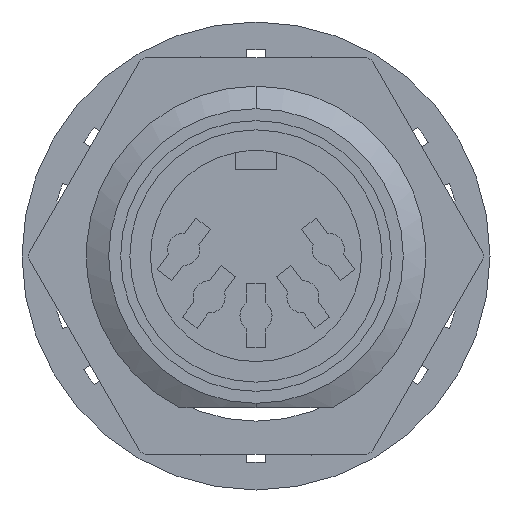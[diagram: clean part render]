
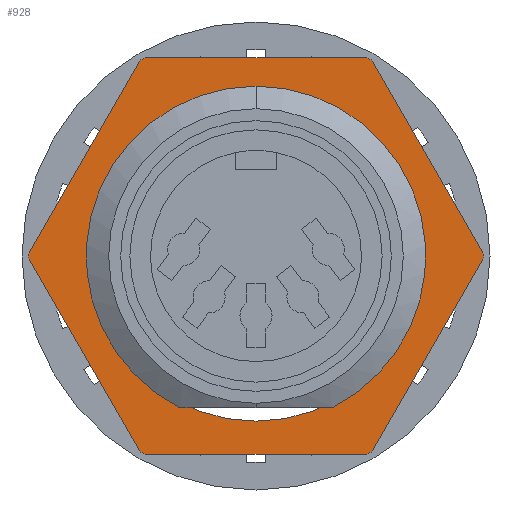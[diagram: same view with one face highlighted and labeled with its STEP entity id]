
A CAD part, front view. The second image highlights one B-rep face of the part: STEP entity #928.
In plain terms, the highlighted planar face has unit normal (0, -1, 0).
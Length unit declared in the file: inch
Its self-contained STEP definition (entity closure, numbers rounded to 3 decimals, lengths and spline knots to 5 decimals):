
#53 = CARTESIAN_POINT ( 'NONE',  ( -0.23787, 0., -0.432 ) ) ;
#115 = CARTESIAN_POINT ( 'NONE',  ( 0., 0., 0.36 ) ) ;
#238 = EDGE_CURVE ( 'NONE', #8582, #10569, #1564, .T. ) ;
#429 = VECTOR ( 'NONE', #4429, 39.37008 ) ;
#601 = DIRECTION ( 'NONE',  ( 0., 0., 1. ) ) ;
#869 = VECTOR ( 'NONE', #3017, 39.37008 ) ;
#928 = ADVANCED_FACE ( 'NONE', ( #7858, #1240 ), #5310, .F. ) ;
#1006 = CARTESIAN_POINT ( 'NONE',  ( 0.47574, 0., 0. ) ) ;
#1019 = DIRECTION ( 'NONE',  ( 0., 1., 0. ) ) ;
#1036 = CARTESIAN_POINT ( 'NONE',  ( -0.23787, 0., 0.412 ) ) ;
#1087 = EDGE_LOOP ( 'NONE', ( #5023, #10986, #8182, #5123, #6070, #1134, #10622, #3564, #9569, #4766, #4803, #6314 ) ) ;
#1134 = ORIENTED_EDGE ( 'NONE', *, *, #6383, .T. ) ;
#1228 = EDGE_CURVE ( 'NONE', #9030, #10503, #3012, .T. ) ;
#1240 = FACE_OUTER_BOUND ( 'NONE', #1087, .T. ) ;
#1250 = VERTEX_POINT ( 'NONE', #115 ) ;
#1414 = EDGE_CURVE ( 'NONE', #1781, #4140, #3263, .T. ) ;
#1476 = ORIENTED_EDGE ( 'NONE', *, *, #3257, .T. ) ;
#1564 = LINE ( 'NONE', #5732, #3637 ) ;
#1714 = EDGE_CURVE ( 'NONE', #9863, #1781, #9482, .T. ) ;
#1781 = VERTEX_POINT ( 'NONE', #10478 ) ;
#1808 = AXIS2_PLACEMENT_3D ( 'NONE', #9010, #3873, #9845 ) ;
#1843 = CARTESIAN_POINT ( 'NONE',  ( -0.24942, 0., -0.432 ) ) ;
#1873 = DIRECTION ( 'NONE',  ( 0., 0., 1. ) ) ;
#1912 = DIRECTION ( 'NONE',  ( 0., 0., 1. ) ) ;
#1934 = DIRECTION ( 'NONE',  ( 0., -1., 0. ) ) ;
#2006 = CIRCLE ( 'NONE', #1808, 0.02 ) ;
#2093 = AXIS2_PLACEMENT_3D ( 'NONE', #3297, #9260, #4141 ) ;
#2458 = CARTESIAN_POINT ( 'NONE',  ( 0.49883, 0., 0. ) ) ;
#2870 = DIRECTION ( 'NONE',  ( 0., 1., 0. ) ) ;
#3012 = LINE ( 'NONE', #3557, #429 ) ;
#3017 = DIRECTION ( 'NONE',  ( 0.5, 0., 0.866 ) ) ;
#3257 = EDGE_CURVE ( 'NONE', #1250, #7215, #9872, .T. ) ;
#3263 = LINE ( 'NONE', #2458, #3539 ) ;
#3274 = ORIENTED_EDGE ( 'NONE', *, *, #5077, .T. ) ;
#3297 = CARTESIAN_POINT ( 'NONE',  ( 0., 0., 0. ) ) ;
#3477 = EDGE_CURVE ( 'NONE', #6559, #10131, #10180, .T. ) ;
#3539 = VECTOR ( 'NONE', #8471, 39.37008 ) ;
#3557 = CARTESIAN_POINT ( 'NONE',  ( 0.24942, 0., 0.432 ) ) ;
#3564 = ORIENTED_EDGE ( 'NONE', *, *, #5225, .T. ) ;
#3637 = VECTOR ( 'NONE', #4859, 39.37008 ) ;
#3873 = DIRECTION ( 'NONE',  ( 0., -1., 0. ) ) ;
#4140 = VERTEX_POINT ( 'NONE', #4567 ) ;
#4141 = DIRECTION ( 'NONE',  ( 0., 0., 1. ) ) ;
#4156 = DIRECTION ( 'NONE',  ( 0., -1., 0. ) ) ;
#4170 = AXIS2_PLACEMENT_3D ( 'NONE', #1036, #7078, #1912 ) ;
#4198 = CARTESIAN_POINT ( 'NONE',  ( 0.49306, 0., -0.01 ) ) ;
#4372 = CARTESIAN_POINT ( 'NONE',  ( -0.49306, 0., 0.01 ) ) ;
#4373 = CARTESIAN_POINT ( 'NONE',  ( -0.25519, 0., -0.422 ) ) ;
#4385 = AXIS2_PLACEMENT_3D ( 'NONE', #7994, #2870, #8856 ) ;
#4429 = DIRECTION ( 'NONE',  ( -1., 0., 0. ) ) ;
#4567 = CARTESIAN_POINT ( 'NONE',  ( 0.25519, 0., 0.422 ) ) ;
#4598 = CARTESIAN_POINT ( 'NONE',  ( -0.49883, 0., 0. ) ) ;
#4740 = AXIS2_PLACEMENT_3D ( 'NONE', #10832, #5771, #601 ) ;
#4766 = ORIENTED_EDGE ( 'NONE', *, *, #3477, .T. ) ;
#4803 = ORIENTED_EDGE ( 'NONE', *, *, #5723, .T. ) ;
#4859 = DIRECTION ( 'NONE',  ( -0.5, 0., 0.866 ) ) ;
#5023 = ORIENTED_EDGE ( 'NONE', *, *, #1414, .T. ) ;
#5069 = CARTESIAN_POINT ( 'NONE',  ( -0.24942, 0., -0.432 ) ) ;
#5077 = EDGE_CURVE ( 'NONE', #7215, #1250, #8674, .T. ) ;
#5123 = ORIENTED_EDGE ( 'NONE', *, *, #8644, .T. ) ;
#5225 = EDGE_CURVE ( 'NONE', #8582, #6528, #10246, .T. ) ;
#5310 = PLANE ( 'NONE',  #6634 ) ;
#5723 = EDGE_CURVE ( 'NONE', #10131, #9863, #9452, .T. ) ;
#5732 = CARTESIAN_POINT ( 'NONE',  ( -0.24942, 0., -0.432 ) ) ;
#5771 = DIRECTION ( 'NONE',  ( 0., -1., 0. ) ) ;
#5919 = CARTESIAN_POINT ( 'NONE',  ( -0.23787, 0., 0.432 ) ) ;
#6010 = CARTESIAN_POINT ( 'NONE',  ( -0.49306, 0., -0.01 ) ) ;
#6070 = ORIENTED_EDGE ( 'NONE', *, *, #8734, .F. ) ;
#6152 = VECTOR ( 'NONE', #7607, 39.37008 ) ;
#6157 = AXIS2_PLACEMENT_3D ( 'NONE', #1006, #7043, #1873 ) ;
#6314 = ORIENTED_EDGE ( 'NONE', *, *, #1714, .T. ) ;
#6366 = EDGE_LOOP ( 'NONE', ( #1476, #3274 ) ) ;
#6383 = EDGE_CURVE ( 'NONE', #6516, #10569, #9007, .T. ) ;
#6443 = CARTESIAN_POINT ( 'NONE',  ( 0.24942, 0., -0.432 ) ) ;
#6516 = VERTEX_POINT ( 'NONE', #4372 ) ;
#6528 = VERTEX_POINT ( 'NONE', #53 ) ;
#6559 = VERTEX_POINT ( 'NONE', #10469 ) ;
#6634 = AXIS2_PLACEMENT_3D ( 'NONE', #1843, #1019, #7059 ) ;
#6805 = LINE ( 'NONE', #4598, #11020 ) ;
#7043 = DIRECTION ( 'NONE',  ( 0., -1., 0. ) ) ;
#7059 = DIRECTION ( 'NONE',  ( 0., 0., 1. ) ) ;
#7078 = DIRECTION ( 'NONE',  ( 0., -1., 0. ) ) ;
#7098 = AXIS2_PLACEMENT_3D ( 'NONE', #7099, #1934, #7949 ) ;
#7099 = CARTESIAN_POINT ( 'NONE',  ( 0.23787, 0., -0.412 ) ) ;
#7215 = VERTEX_POINT ( 'NONE', #8318 ) ;
#7607 = DIRECTION ( 'NONE',  ( 1., 0., 0. ) ) ;
#7858 = FACE_BOUND ( 'NONE', #6366, .T. ) ;
#7949 = DIRECTION ( 'NONE',  ( 0., 0., 1. ) ) ;
#7994 = CARTESIAN_POINT ( 'NONE',  ( 0., 0., 0. ) ) ;
#8118 = LINE ( 'NONE', #5069, #6152 ) ;
#8159 = CARTESIAN_POINT ( 'NONE',  ( -0.25519, 0., 0.422 ) ) ;
#8182 = ORIENTED_EDGE ( 'NONE', *, *, #1228, .T. ) ;
#8318 = CARTESIAN_POINT ( 'NONE',  ( 0., 0., -0.36 ) ) ;
#8471 = DIRECTION ( 'NONE',  ( -0.5, 0., 0.866 ) ) ;
#8582 = VERTEX_POINT ( 'NONE', #4373 ) ;
#8644 = EDGE_CURVE ( 'NONE', #10503, #9129, #8677, .T. ) ;
#8674 = CIRCLE ( 'NONE', #4385, 0.36 ) ;
#8677 = CIRCLE ( 'NONE', #4170, 0.02 ) ;
#8734 = EDGE_CURVE ( 'NONE', #6516, #9129, #6805, .T. ) ;
#8856 = DIRECTION ( 'NONE',  ( 0., 0., 1. ) ) ;
#9007 = CIRCLE ( 'NONE', #9797, 0.02 ) ;
#9010 = CARTESIAN_POINT ( 'NONE',  ( 0.23787, 0., 0.412 ) ) ;
#9030 = VERTEX_POINT ( 'NONE', #9261 ) ;
#9129 = VERTEX_POINT ( 'NONE', #8159 ) ;
#9260 = DIRECTION ( 'NONE',  ( 0., 1., 0. ) ) ;
#9261 = CARTESIAN_POINT ( 'NONE',  ( 0.23787, 0., 0.432 ) ) ;
#9270 = CARTESIAN_POINT ( 'NONE',  ( -0.47574, 0., 0. ) ) ;
#9340 = EDGE_CURVE ( 'NONE', #6528, #6559, #8118, .T. ) ;
#9452 = LINE ( 'NONE', #6443, #869 ) ;
#9482 = CIRCLE ( 'NONE', #6157, 0.02 ) ;
#9569 = ORIENTED_EDGE ( 'NONE', *, *, #9340, .T. ) ;
#9726 = CARTESIAN_POINT ( 'NONE',  ( 0.25519, 0., -0.422 ) ) ;
#9797 = AXIS2_PLACEMENT_3D ( 'NONE', #9270, #4156, #10110 ) ;
#9845 = DIRECTION ( 'NONE',  ( 0., 0., 1. ) ) ;
#9863 = VERTEX_POINT ( 'NONE', #4198 ) ;
#9872 = CIRCLE ( 'NONE', #2093, 0.36 ) ;
#10110 = DIRECTION ( 'NONE',  ( 0., 0., 1. ) ) ;
#10131 = VERTEX_POINT ( 'NONE', #9726 ) ;
#10180 = CIRCLE ( 'NONE', #7098, 0.02 ) ;
#10246 = CIRCLE ( 'NONE', #4740, 0.02 ) ;
#10469 = CARTESIAN_POINT ( 'NONE',  ( 0.23787, 0., -0.432 ) ) ;
#10478 = CARTESIAN_POINT ( 'NONE',  ( 0.49306, 0., 0.01 ) ) ;
#10503 = VERTEX_POINT ( 'NONE', #5919 ) ;
#10547 = DIRECTION ( 'NONE',  ( 0.5, 0., 0.866 ) ) ;
#10569 = VERTEX_POINT ( 'NONE', #6010 ) ;
#10622 = ORIENTED_EDGE ( 'NONE', *, *, #238, .F. ) ;
#10832 = CARTESIAN_POINT ( 'NONE',  ( -0.23787, 0., -0.412 ) ) ;
#10879 = EDGE_CURVE ( 'NONE', #4140, #9030, #2006, .T. ) ;
#10986 = ORIENTED_EDGE ( 'NONE', *, *, #10879, .T. ) ;
#11020 = VECTOR ( 'NONE', #10547, 39.37008 ) ;
